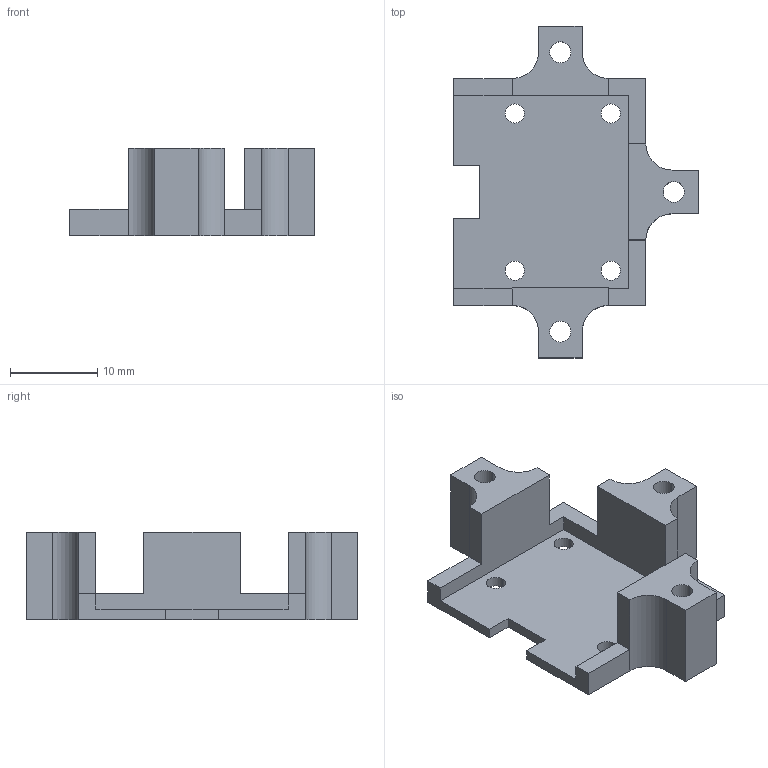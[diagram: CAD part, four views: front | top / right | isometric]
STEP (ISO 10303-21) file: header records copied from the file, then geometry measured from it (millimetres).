
FILE_DESCRIPTION (( 'STEP AP214' ), '1' );
FILE_NAME ('encoderHolder.STEP', '2022-09-11T03:18:53', ( '' ), ( '' ), 'SwSTEP 2.0', 'SolidWorks 2020', '' );
FILE_SCHEMA (( 'AUTOMOTIVE_DESIGN' ));
Length unit declared in the file: millimetre
Products named in the file (1): encoderHolder
Bounding box: 28 x 38 x 10 mm (x, y, z)
Volume: 2226.3 mm3; surface area: 2708.9 mm2
Topology: 1 solids, 1 shells, 58 faces, 162 edges, 106 vertices
Faces by surface type: plane 38, cylinder 20
Entity records: 1920 total; most frequent: CARTESIAN_POINT 327, ORIENTED_EDGE 324, DIRECTION 320, EDGE_CURVE 162, VECTOR 122, LINE 122, VERTEX_POINT 106, AXIS2_PLACEMENT_3D 99
